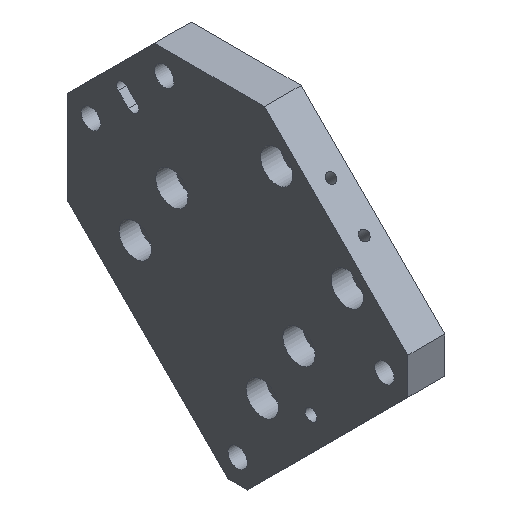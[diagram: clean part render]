
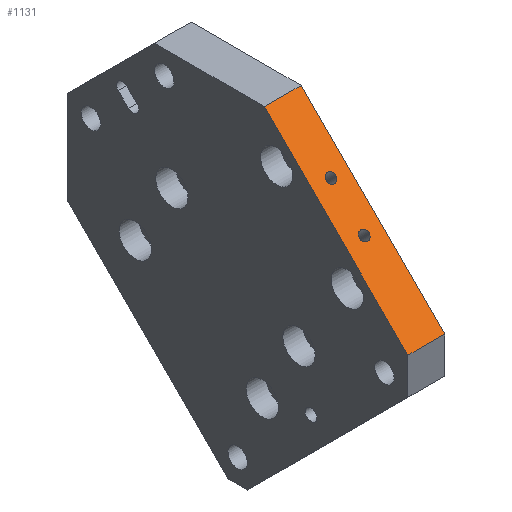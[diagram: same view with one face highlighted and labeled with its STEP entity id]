
A CAD part, isometric view. The second image highlights one B-rep face of the part: STEP entity #1131.
In plain terms, the highlighted planar face has unit normal (0, -0.707, 0.707).
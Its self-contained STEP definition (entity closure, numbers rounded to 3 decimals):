
#25=FACE_BOUND('',#228,.T.);
#26=FACE_BOUND('',#229,.T.);
#70=PLANE('',#1302);
#158=FACE_OUTER_BOUND('',#227,.T.);
#227=EDGE_LOOP('',(#989,#990,#991,#992));
#228=EDGE_LOOP('',(#993,#994));
#229=EDGE_LOOP('',(#995,#996));
#312=LINE('',#1983,#377);
#313=LINE('',#1986,#378);
#314=LINE('',#1988,#379);
#315=LINE('',#1989,#380);
#377=VECTOR('',#1649,10.);
#378=VECTOR('',#1652,10.);
#379=VECTOR('',#1653,10.);
#380=VECTOR('',#1654,10.);
#394=CIRCLE('',#1162,1.621);
#395=CIRCLE('',#1163,1.621);
#398=CIRCLE('',#1168,1.621);
#399=CIRCLE('',#1169,1.621);
#487=VERTEX_POINT('',#1687);
#488=VERTEX_POINT('',#1688);
#492=VERTEX_POINT('',#1700);
#493=VERTEX_POINT('',#1701);
#592=VERTEX_POINT('',#1979);
#593=VERTEX_POINT('',#1981);
#594=VERTEX_POINT('',#1985);
#595=VERTEX_POINT('',#1987);
#605=EDGE_CURVE('',#487,#488,#394,.T.);
#606=EDGE_CURVE('',#488,#487,#395,.T.);
#611=EDGE_CURVE('',#492,#493,#398,.T.);
#612=EDGE_CURVE('',#493,#492,#399,.T.);
#744=EDGE_CURVE('',#592,#593,#312,.T.);
#745=EDGE_CURVE('',#592,#594,#313,.T.);
#746=EDGE_CURVE('',#595,#593,#314,.T.);
#747=EDGE_CURVE('',#594,#595,#315,.T.);
#989=ORIENTED_EDGE('',*,*,#745,.F.);
#990=ORIENTED_EDGE('',*,*,#744,.T.);
#991=ORIENTED_EDGE('',*,*,#746,.F.);
#992=ORIENTED_EDGE('',*,*,#747,.F.);
#993=ORIENTED_EDGE('',*,*,#605,.T.);
#994=ORIENTED_EDGE('',*,*,#606,.T.);
#995=ORIENTED_EDGE('',*,*,#611,.T.);
#996=ORIENTED_EDGE('',*,*,#612,.T.);
#1131=ADVANCED_FACE('',(#158,#25,#26),#70,.T.);
#1162=AXIS2_PLACEMENT_3D('',#1689,#1320,#1321);
#1163=AXIS2_PLACEMENT_3D('',#1690,#1322,#1323);
#1168=AXIS2_PLACEMENT_3D('',#1702,#1334,#1335);
#1169=AXIS2_PLACEMENT_3D('',#1703,#1336,#1337);
#1302=AXIS2_PLACEMENT_3D('',#1984,#1650,#1651);
#1320=DIRECTION('center_axis',(0.,0.707,-0.707));
#1321=DIRECTION('ref_axis',(1.,0.,0.));
#1322=DIRECTION('center_axis',(0.,0.707,-0.707));
#1323=DIRECTION('ref_axis',(1.,0.,0.));
#1334=DIRECTION('center_axis',(0.,0.707,-0.707));
#1335=DIRECTION('ref_axis',(1.,0.,0.));
#1336=DIRECTION('center_axis',(0.,0.707,-0.707));
#1337=DIRECTION('ref_axis',(1.,0.,0.));
#1649=DIRECTION('',(1.,0.,0.));
#1650=DIRECTION('center_axis',(0.,-0.707,0.707));
#1651=DIRECTION('ref_axis',(0.,-0.707,-0.707));
#1652=DIRECTION('',(0.,0.707,0.707));
#1653=DIRECTION('',(0.,-0.707,-0.707));
#1654=DIRECTION('',(1.,0.,0.));
#1687=CARTESIAN_POINT('',(8.121,-96.07,-44.719));
#1688=CARTESIAN_POINT('',(4.879,-96.07,-44.719));
#1689=CARTESIAN_POINT('Origin',(6.5,-96.07,-44.719));
#1690=CARTESIAN_POINT('Origin',(6.5,-96.07,-44.719));
#1700=CARTESIAN_POINT('',(8.121,-84.757,-33.406));
#1701=CARTESIAN_POINT('',(4.879,-84.757,-33.406));
#1702=CARTESIAN_POINT('Origin',(6.5,-84.757,-33.406));
#1703=CARTESIAN_POINT('Origin',(6.5,-84.757,-33.406));
#1979=CARTESIAN_POINT('',(0.,-117.433,-66.082));
#1981=CARTESIAN_POINT('',(12.5,-117.433,-66.082));
#1983=CARTESIAN_POINT('',(0.,-117.433,-66.082));
#1984=CARTESIAN_POINT('Origin',(0.,-68.548,-17.197));
#1985=CARTESIAN_POINT('',(0.,-68.548,-17.197));
#1986=CARTESIAN_POINT('',(0.,-117.433,-66.082));
#1987=CARTESIAN_POINT('',(12.5,-68.548,-17.197));
#1988=CARTESIAN_POINT('',(12.5,-117.433,-66.082));
#1989=CARTESIAN_POINT('',(0.,-68.548,-17.197));
